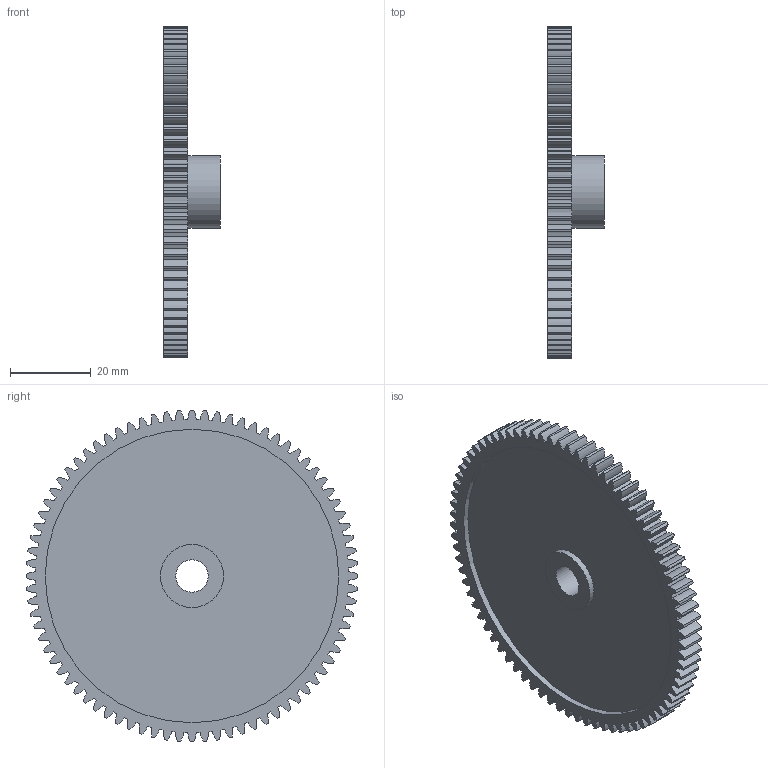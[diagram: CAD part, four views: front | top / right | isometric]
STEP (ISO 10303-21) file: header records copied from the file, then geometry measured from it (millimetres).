
FILE_DESCRIPTION( ( 'STEP AP203' ), '1' );
FILE_NAME( 'DS1-80_On.stp', '2020-10-25T09:57:45', ( 'License CC BY-ND 4.0' ), ( 'CADENAS' ), ' ', 'PARTsolutions', ' ' );
FILE_SCHEMA( ( 'CONFIG_CONTROL_DESIGN' ) );
Length unit declared in the file: millimetre
Products named in the file (1): _DS1-80_On
Bounding box: 14 x 82 x 82 mm (x, y, z)
Volume: 19599.1 mm3; surface area: 14589.4 mm2
Topology: 1 solids, 1 shells, 331 faces, 975 edges, 650 vertices
Faces by surface type: cylinder 325, plane 6
Full cylindrical faces by diameter (mm): 8 x1, 15.6 x1, 18 x1, 72.5 x2
Entity records: 11462 total; most frequent: DIRECTION 2284, CARTESIAN_POINT 1952, ORIENTED_EDGE 1940, AXIS2_PLACEMENT_3D 982, EDGE_CURVE 970, VERTEX_POINT 650, CIRCLE 650, EDGE_LOOP 342
